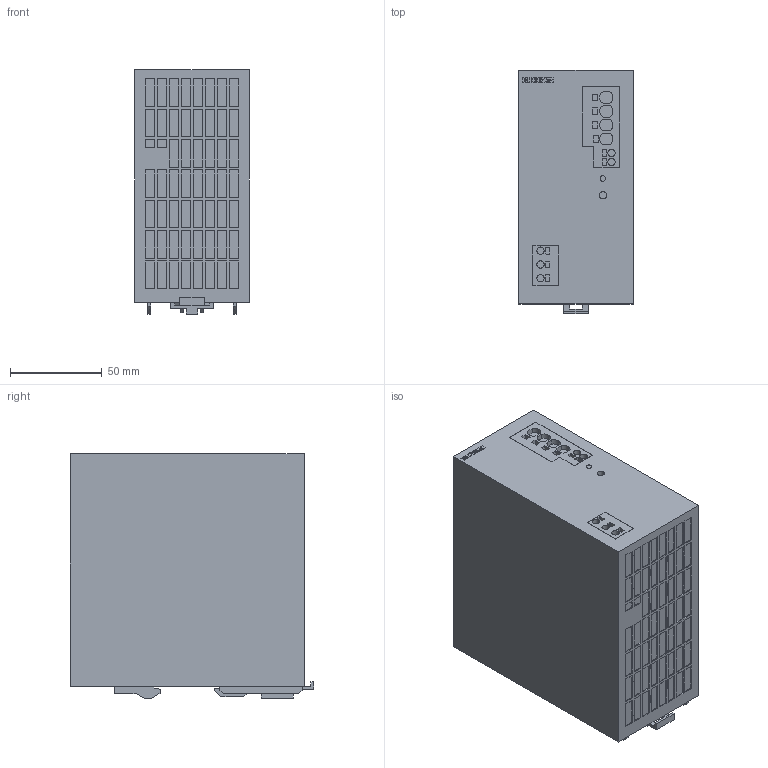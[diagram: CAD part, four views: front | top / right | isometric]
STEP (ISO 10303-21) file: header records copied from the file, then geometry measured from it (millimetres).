
FILE_DESCRIPTION (( 'STEP AP214' ), '1' );
FILE_NAME ('1032392.STEP', '2025-05-08T11:37:26', ( '' ), ( '' ), 'SwSTEP 2.0', 'SolidWorks 2022', '' );
FILE_SCHEMA (( 'AUTOMOTIVE_DESIGN' ));
Length unit declared in the file: millimetre
Products named in the file (1): 1032392
Bounding box: 62 x 132.2 x 133 mm (x, y, z)
Volume: 994963.4 mm3; surface area: 69026.1 mm2
Topology: 1 solids, 1 shells, 970 faces, 2448 edges, 1630 vertices
Faces by surface type: plane 916, cylinder 44, bspline 10
Entity records: 28760 total; most frequent: CARTESIAN_POINT 5289, ORIENTED_EDGE 4896, DIRECTION 4438, EDGE_CURVE 2448, VECTOR 2340, LINE 2340, VERTEX_POINT 1630, EDGE_LOOP 1122
